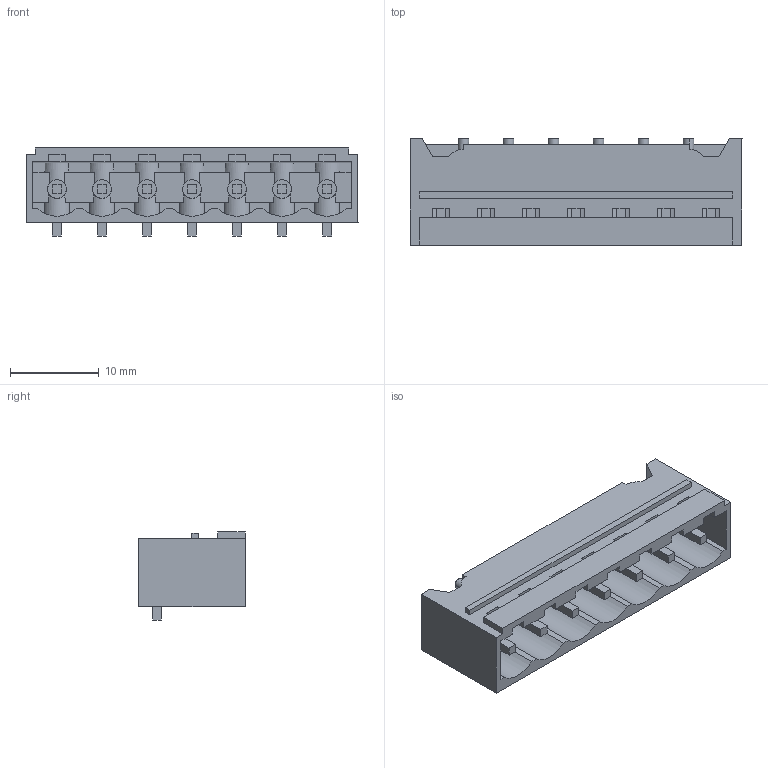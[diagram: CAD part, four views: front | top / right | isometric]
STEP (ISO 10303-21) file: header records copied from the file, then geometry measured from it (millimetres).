
FILE_DESCRIPTION(('CATIA V5 STEP Exchange','CAx-IF Rec.Pracs.--- Model Styling and Organization---1.4--- 2014-01-23'),'2;1');
FILE_NAME ('D1455861_2', '2022-05-20T07:28:31+00:00', ('none'), ('Weidmueller'), 'CATIA Version 5-6 Release 2016 SP3 HF44', 'CATIA V5 STEP AP214', 'none');
FILE_SCHEMA(('AUTOMOTIVE_DESIGN { 1 0 10303 214 1 1 1 1 }'));
Length unit declared in the file: millimetre
Products named in the file (1): 1775054001
Bounding box: 37.46 x 12 x 9.93 mm (x, y, z)
Volume: 1418.5 mm3; surface area: 3221.6 mm2
Topology: 8 solids, 8 shells, 436 faces, 1328 edges, 895 vertices
Faces by surface type: plane 362, cylinder 62, extrusion 12
Entity records: 14664 total; most frequent: CARTESIAN_POINT 3493, ORIENTED_EDGE 2656, DIRECTION 1771, EDGE_CURVE 1328, VECTOR 976, LINE 964, VERTEX_POINT 895, AXIS2_PLACEMENT_3D 479
